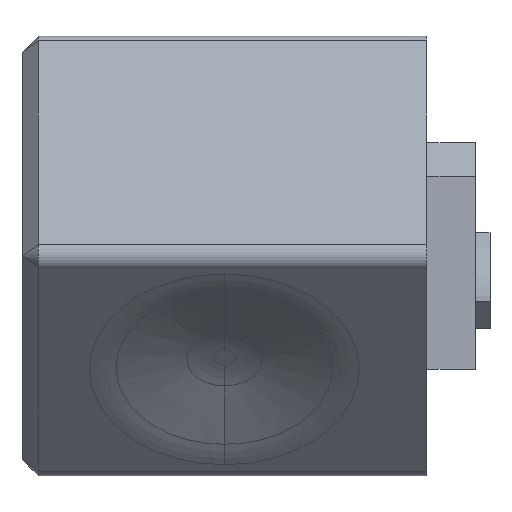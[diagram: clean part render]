
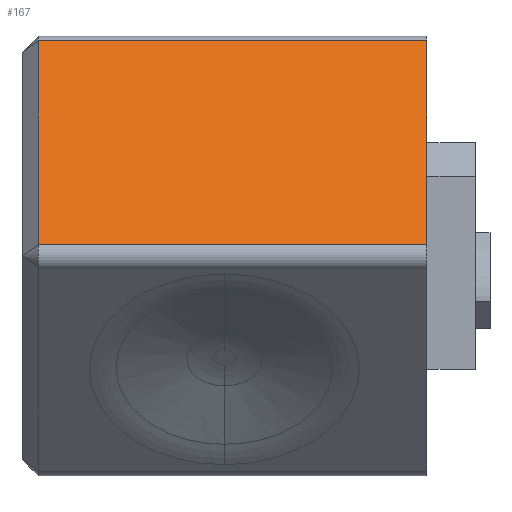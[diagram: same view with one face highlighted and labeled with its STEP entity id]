
A CAD part, left-side view. The second image highlights one B-rep face of the part: STEP entity #167.
In plain terms, the highlighted planar face has unit normal (-0.707, 0, 0.707).
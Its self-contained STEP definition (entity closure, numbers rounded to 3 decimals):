
#27 = LINE ( 'NONE', #664, #912 ) ;
#59 = CARTESIAN_POINT ( 'NONE',  ( -11.4, 3., -2.6 ) ) ;
#75 = CARTESIAN_POINT ( 'NONE',  ( 1.893, 27., 10.693 ) ) ;
#81 = ORIENTED_EDGE ( 'NONE', *, *, #968, .T. ) ;
#86 = PLANE ( 'NONE',  #378 ) ;
#106 = DIRECTION ( 'NONE',  ( 0., -1., 0. ) ) ;
#120 = ORIENTED_EDGE ( 'NONE', *, *, #747, .T. ) ;
#167 = ADVANCED_FACE ( 'NONE', ( #1056 ), #86, .F. ) ;
#182 = EDGE_CURVE ( 'NONE', #185, #697, #1166, .T. ) ;
#185 = VERTEX_POINT ( 'NONE', #1281 ) ;
#279 = DIRECTION ( 'NONE',  ( 0.707, 0., 0.707 ) ) ;
#312 = VECTOR ( 'NONE', #106, 1000. ) ;
#313 = CARTESIAN_POINT ( 'NONE',  ( -10.693, 28., -1.893 ) ) ;
#378 = AXIS2_PLACEMENT_3D ( 'NONE', #953, #856, #546 ) ;
#546 = DIRECTION ( 'NONE',  ( -0.707, 0., -0.707 ) ) ;
#664 = CARTESIAN_POINT ( 'NONE',  ( -11.4, 27., -2.6 ) ) ;
#680 = EDGE_CURVE ( 'NONE', #1055, #185, #27, .T. ) ;
#693 = ORIENTED_EDGE ( 'NONE', *, *, #680, .T. ) ;
#697 = VERTEX_POINT ( 'NONE', #1067 ) ;
#736 = ORIENTED_EDGE ( 'NONE', *, *, #182, .T. ) ;
#747 = EDGE_CURVE ( 'NONE', #994, #1055, #1184, .T. ) ;
#828 = CARTESIAN_POINT ( 'NONE',  ( 1.893, 3., 10.693 ) ) ;
#850 = CARTESIAN_POINT ( 'NONE',  ( 1.893, 28., 10.693 ) ) ;
#856 = DIRECTION ( 'NONE',  ( 0.707, 0., -0.707 ) ) ;
#912 = VECTOR ( 'NONE', #1304, 1000. ) ;
#935 = EDGE_LOOP ( 'NONE', ( #120, #693, #736, #81 ) ) ;
#953 = CARTESIAN_POINT ( 'NONE',  ( -11.4, 28., -2.6 ) ) ;
#968 = EDGE_CURVE ( 'NONE', #697, #994, #1135, .T. ) ;
#994 = VERTEX_POINT ( 'NONE', #828 ) ;
#1055 = VERTEX_POINT ( 'NONE', #75 ) ;
#1056 = FACE_OUTER_BOUND ( 'NONE', #935, .T. ) ;
#1067 = CARTESIAN_POINT ( 'NONE',  ( -10.693, 3., -1.893 ) ) ;
#1135 = LINE ( 'NONE', #59, #1239 ) ;
#1166 = LINE ( 'NONE', #313, #312 ) ;
#1184 = LINE ( 'NONE', #850, #1269 ) ;
#1239 = VECTOR ( 'NONE', #279, 1000. ) ;
#1269 = VECTOR ( 'NONE', #1279, 1000. ) ;
#1279 = DIRECTION ( 'NONE',  ( 0., 1., 0. ) ) ;
#1281 = CARTESIAN_POINT ( 'NONE',  ( -10.693, 27., -1.893 ) ) ;
#1304 = DIRECTION ( 'NONE',  ( -0.707, 0., -0.707 ) ) ;
